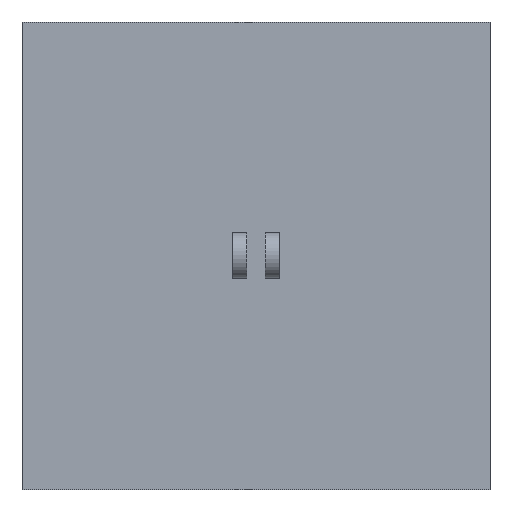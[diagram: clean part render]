
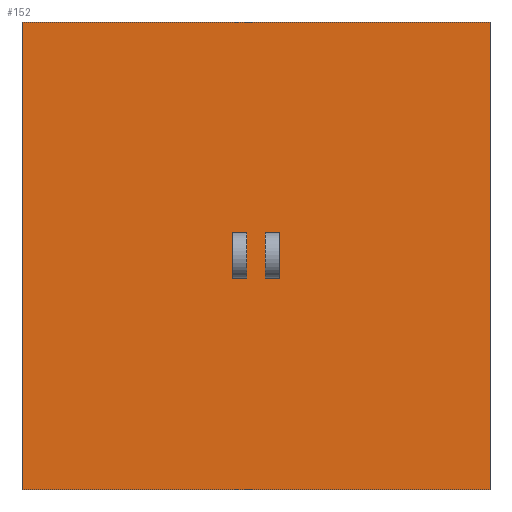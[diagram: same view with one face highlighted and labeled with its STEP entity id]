
A CAD part, left-side view. The second image highlights one B-rep face of the part: STEP entity #152.
In plain terms, the highlighted face is planar.
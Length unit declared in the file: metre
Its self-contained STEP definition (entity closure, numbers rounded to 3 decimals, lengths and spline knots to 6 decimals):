
#2 = EDGE_LOOP ( 'NONE', ( #108, #122, #80, #266 ) ) ;
#7 = CARTESIAN_POINT ( 'NONE',  ( 0.5, 0.05, -0.5 ) ) ;
#8 = DIRECTION ( 'NONE',  ( 1., 0., 0. ) ) ;
#16 = VERTEX_POINT ( 'NONE', #218 ) ;
#17 = VERTEX_POINT ( 'NONE', #156 ) ;
#32 = PLANE ( 'NONE',  #637 ) ;
#33 = CARTESIAN_POINT ( 'NONE',  ( 0., 0.05, -0.02 ) ) ;
#37 = CARTESIAN_POINT ( 'NONE',  ( 0.047258, 0.05, -0.05 ) ) ;
#43 = DIRECTION ( 'NONE',  ( 0., 0., 1. ) ) ;
#48 = EDGE_CURVE ( 'NONE', #560, #514, #505, .T. ) ;
#61 = VECTOR ( 'NONE', #43, 1. ) ;
#65 = DIRECTION ( 'NONE',  ( 0., 0., -1. ) ) ;
#70 = FACE_BOUND ( 'NONE', #2, .T. ) ;
#76 = LINE ( 'NONE', #371, #555 ) ;
#77 = VECTOR ( 'NONE', #199, 1. ) ;
#80 = ORIENTED_EDGE ( 'NONE', *, *, #121, .F. ) ;
#92 = EDGE_LOOP ( 'NONE', ( #448, #330, #553, #170 ) ) ;
#93 = EDGE_CURVE ( 'NONE', #304, #560, #76, .T. ) ;
#98 = EDGE_LOOP ( 'NONE', ( #279, #596, #113, #587 ) ) ;
#101 = VECTOR ( 'NONE', #622, 1. ) ;
#108 = ORIENTED_EDGE ( 'NONE', *, *, #93, .F. ) ;
#109 = CARTESIAN_POINT ( 'NONE',  ( -0.05, 0.05, 0.02 ) ) ;
#110 = CARTESIAN_POINT ( 'NONE',  ( 0.047258, 0.05, 0.05 ) ) ;
#113 = ORIENTED_EDGE ( 'NONE', *, *, #137, .F. ) ;
#116 = LINE ( 'NONE', #219, #621 ) ;
#121 = EDGE_CURVE ( 'NONE', #514, #16, #264, .T. ) ;
#122 = ORIENTED_EDGE ( 'NONE', *, *, #285, .F. ) ;
#129 = VERTEX_POINT ( 'NONE', #223 ) ;
#137 = EDGE_CURVE ( 'NONE', #155, #172, #116, .T. ) ;
#147 = CARTESIAN_POINT ( 'NONE',  ( -0.5, 0.05, -0.5 ) ) ;
#152 = ADVANCED_FACE ( 'NONE', ( #470, #566, #70 ), #32, .F. ) ;
#155 = VERTEX_POINT ( 'NONE', #313 ) ;
#156 = CARTESIAN_POINT ( 'NONE',  ( 0.047258, 0.05, -0.05 ) ) ;
#159 = VECTOR ( 'NONE', #607, 1. ) ;
#167 = VERTEX_POINT ( 'NONE', #147 ) ;
#170 = ORIENTED_EDGE ( 'NONE', *, *, #275, .T. ) ;
#172 = VERTEX_POINT ( 'NONE', #513 ) ;
#188 = EDGE_CURVE ( 'NONE', #17, #155, #348, .T. ) ;
#199 = DIRECTION ( 'NONE',  ( -1., 0., 0. ) ) ;
#218 = CARTESIAN_POINT ( 'NONE',  ( 0.047258, 0.05, 0.05 ) ) ;
#219 = CARTESIAN_POINT ( 'NONE',  ( -0.05, 0.05, -0.02 ) ) ;
#223 = CARTESIAN_POINT ( 'NONE',  ( 0.5, 0.05, 0.5 ) ) ;
#228 = CARTESIAN_POINT ( 'NONE',  ( -0.05, 0.05, 0.05 ) ) ;
#263 = LINE ( 'NONE', #110, #630 ) ;
#264 = LINE ( 'NONE', #228, #101 ) ;
#266 = ORIENTED_EDGE ( 'NONE', *, *, #48, .F. ) ;
#275 = EDGE_CURVE ( 'NONE', #129, #432, #312, .T. ) ;
#277 = EDGE_CURVE ( 'NONE', #406, #129, #494, .T. ) ;
#279 = ORIENTED_EDGE ( 'NONE', *, *, #417, .F. ) ;
#281 = CARTESIAN_POINT ( 'NONE',  ( 0.5, 0.05, -0.5 ) ) ;
#285 = EDGE_CURVE ( 'NONE', #16, #304, #263, .T. ) ;
#290 = CARTESIAN_POINT ( 'NONE',  ( -0.5, 0.05, 0.5 ) ) ;
#296 = LINE ( 'NONE', #37, #632 ) ;
#304 = VERTEX_POINT ( 'NONE', #479 ) ;
#306 = DIRECTION ( 'NONE',  ( 0., 0., -1. ) ) ;
#312 = LINE ( 'NONE', #507, #399 ) ;
#313 = CARTESIAN_POINT ( 'NONE',  ( -0.05, 0.05, -0.05 ) ) ;
#322 = VECTOR ( 'NONE', #465, 1. ) ;
#330 = ORIENTED_EDGE ( 'NONE', *, *, #580, .T. ) ;
#348 = LINE ( 'NONE', #425, #322 ) ;
#357 = LINE ( 'NONE', #7, #77 ) ;
#371 = CARTESIAN_POINT ( 'NONE',  ( 0., 0.05, 0.02 ) ) ;
#394 = CARTESIAN_POINT ( 'NONE',  ( -0.5, 0.05, 0.5 ) ) ;
#399 = VECTOR ( 'NONE', #65, 1. ) ;
#403 = VERTEX_POINT ( 'NONE', #488 ) ;
#406 = VERTEX_POINT ( 'NONE', #394 ) ;
#417 = EDGE_CURVE ( 'NONE', #403, #17, #296, .T. ) ;
#419 = EDGE_CURVE ( 'NONE', #172, #403, #526, .T. ) ;
#420 = DIRECTION ( 'NONE',  ( 0., -1., 0. ) ) ;
#425 = CARTESIAN_POINT ( 'NONE',  ( -0.05, 0.05, -0.05 ) ) ;
#432 = VERTEX_POINT ( 'NONE', #281 ) ;
#448 = ORIENTED_EDGE ( 'NONE', *, *, #544, .T. ) ;
#450 = CARTESIAN_POINT ( 'NONE',  ( 0.5, 0.05, 0.5 ) ) ;
#455 = CARTESIAN_POINT ( 'NONE',  ( -0.05, 0.05, 0.02 ) ) ;
#460 = CARTESIAN_POINT ( 'NONE',  ( 0., 0.05, 0. ) ) ;
#464 = VECTOR ( 'NONE', #8, 1. ) ;
#465 = DIRECTION ( 'NONE',  ( -1., 0., 0. ) ) ;
#466 = VECTOR ( 'NONE', #623, 1. ) ;
#470 = FACE_BOUND ( 'NONE', #98, .T. ) ;
#479 = CARTESIAN_POINT ( 'NONE',  ( 0.047258, 0.05, 0.02 ) ) ;
#488 = CARTESIAN_POINT ( 'NONE',  ( 0.047258, 0.05, -0.02 ) ) ;
#491 = LINE ( 'NONE', #290, #61 ) ;
#493 = CARTESIAN_POINT ( 'NONE',  ( -0.05, 0.05, 0.05 ) ) ;
#494 = LINE ( 'NONE', #450, #464 ) ;
#505 = LINE ( 'NONE', #455, #159 ) ;
#507 = CARTESIAN_POINT ( 'NONE',  ( 0.5, 0.05, 0.5 ) ) ;
#513 = CARTESIAN_POINT ( 'NONE',  ( -0.05, 0.05, -0.02 ) ) ;
#514 = VERTEX_POINT ( 'NONE', #493 ) ;
#522 = DIRECTION ( 'NONE',  ( 0., 0., 1. ) ) ;
#526 = LINE ( 'NONE', #33, #466 ) ;
#544 = EDGE_CURVE ( 'NONE', #432, #167, #357, .T. ) ;
#553 = ORIENTED_EDGE ( 'NONE', *, *, #277, .T. ) ;
#555 = VECTOR ( 'NONE', #615, 1. ) ;
#560 = VERTEX_POINT ( 'NONE', #109 ) ;
#566 = FACE_OUTER_BOUND ( 'NONE', #92, .T. ) ;
#580 = EDGE_CURVE ( 'NONE', #167, #406, #491, .T. ) ;
#586 = DIRECTION ( 'NONE',  ( 0., 0., -1. ) ) ;
#587 = ORIENTED_EDGE ( 'NONE', *, *, #188, .F. ) ;
#596 = ORIENTED_EDGE ( 'NONE', *, *, #419, .F. ) ;
#607 = DIRECTION ( 'NONE',  ( 0., 0., 1. ) ) ;
#613 = DIRECTION ( 'NONE',  ( 0., 0., 1. ) ) ;
#615 = DIRECTION ( 'NONE',  ( -1., 0., 0. ) ) ;
#621 = VECTOR ( 'NONE', #522, 1. ) ;
#622 = DIRECTION ( 'NONE',  ( 1., 0., 0. ) ) ;
#623 = DIRECTION ( 'NONE',  ( 1., 0., 0. ) ) ;
#630 = VECTOR ( 'NONE', #306, 1. ) ;
#632 = VECTOR ( 'NONE', #586, 1. ) ;
#637 = AXIS2_PLACEMENT_3D ( 'NONE', #460, #420, #613 ) ;
